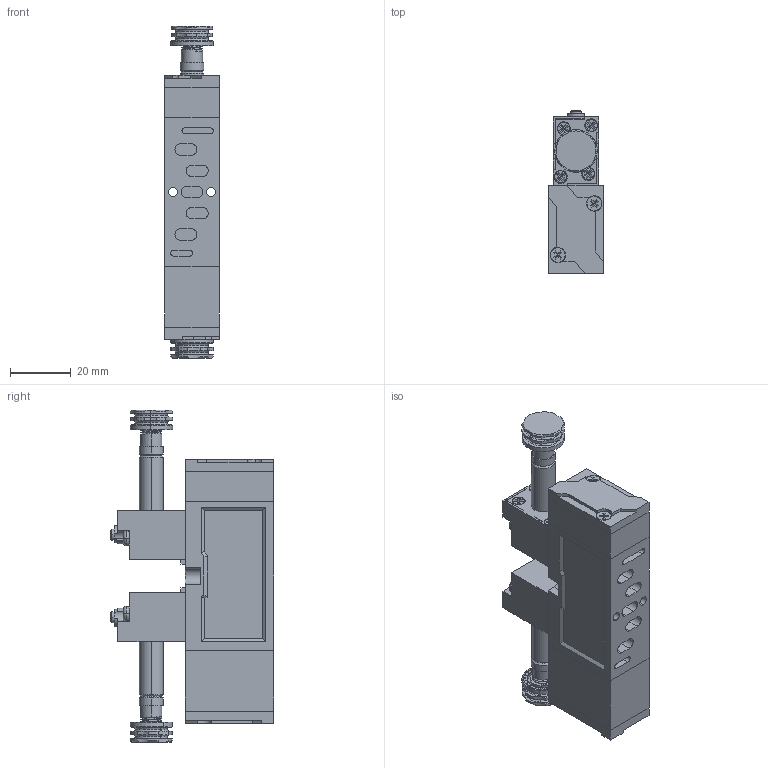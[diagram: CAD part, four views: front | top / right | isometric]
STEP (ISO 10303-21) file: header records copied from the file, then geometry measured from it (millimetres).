
FILE_DESCRIPTION (( 'STEP AP214' ), '1' );
FILE_NAME ('SIV233-IP.STEP', '2019-08-30T02:17:53', ( 'yrd2' ), ( 'Hewlett-Packard Company' ), 'SwSTEP 2.0', 'SolidWorks 2008', '' );
FILE_SCHEMA (( 'AUTOMOTIVE_DESIGN' ));
Length unit declared in the file: millimetre
Products named in the file (7): SIV200 Body; SIV200 Block Semi_ル遽; SIV200 SEMI_ル遽; SIV200 SEMI COVER_ル遽; SIV200 PILOT_ル遽; SF1000 濡旎傘お_ル遽; SIV233-IP
Assembly tree (9 placements, depth 2):
  SIV233-IP
    SIV200 Body
    SIV200 SEMI COVER_ル遽  x2
    SF1000 濡旎傘お_ル遽  x2
    SIV200 PILOT_ル遽  x2
    SIV200 Block Semi_ル遽
    SIV200 SEMI_ル遽
Bounding box: 18 x 53.7 x 109.3 mm (x, y, z)
Volume: 54326.5 mm3; surface area: 24428.3 mm2
Topology: 13 solids, 13 shells, 869 faces, 2281 edges, 1498 vertices
Faces by surface type: plane 525, cylinder 254, cone 54, torus 32, bspline 4
Entity records: 16042 total; most frequent: CARTESIAN_POINT 3851, ORIENTED_EDGE 2518, DIRECTION 2451, EDGE_CURVE 1259, LINE 829, VECTOR 829, VERTEX_POINT 828, AXIS2_PLACEMENT_3D 811
